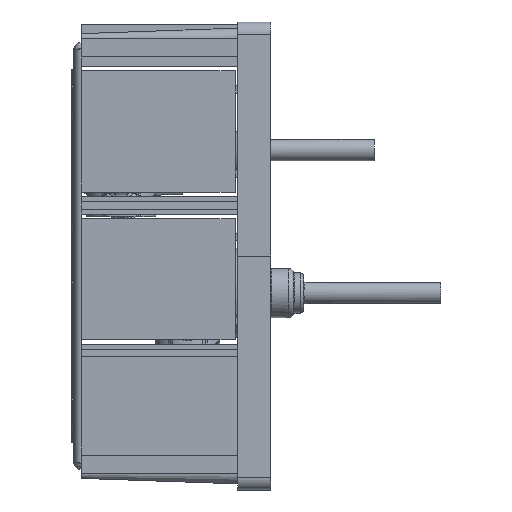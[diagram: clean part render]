
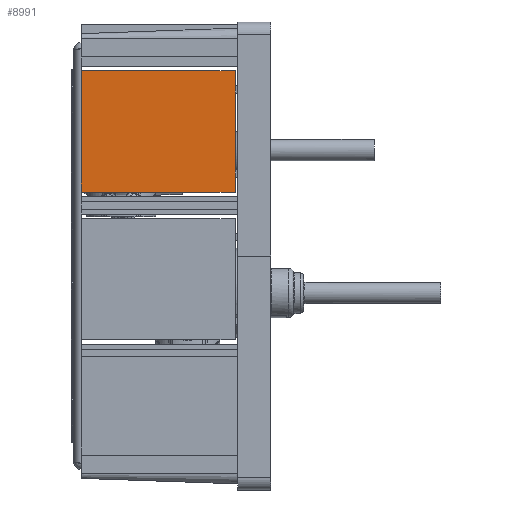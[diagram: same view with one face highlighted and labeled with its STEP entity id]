
A CAD part, front view. The second image highlights one B-rep face of the part: STEP entity #8991.
In plain terms, the highlighted planar face has unit normal (-0.035, -0.999, 0).
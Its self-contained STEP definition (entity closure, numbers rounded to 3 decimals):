
#1646=CARTESIAN_POINT('Axis2P3D Location',(2.927,-127.75,0.)) ;
#2629=CARTESIAN_POINT('Vertex',(68.427,-130.037,69.2)) ;
#2736=CARTESIAN_POINT('Vertex',(68.427,-130.037,66.2)) ;
#2783=CARTESIAN_POINT('Vertex',(68.427,-130.037,35.)) ;
#2890=CARTESIAN_POINT('Vertex',(68.427,-130.037,32.)) ;
#5689=CARTESIAN_POINT('Line Origine',(68.427,-130.037,67.7)) ;
#5706=CARTESIAN_POINT('Line Origine',(68.427,-130.037,29.)) ;
#5710=CARTESIAN_POINT('Vertex',(68.427,-130.037,26.)) ;
#5731=CARTESIAN_POINT('Vertex',(68.427,-130.037,75.2)) ;
#5734=CARTESIAN_POINT('Line Origine',(68.427,-130.037,72.2)) ;
#5744=CARTESIAN_POINT('Line Origine',(68.427,-130.037,50.6)) ;
#5773=CARTESIAN_POINT('Line Origine',(68.427,-130.037,33.5)) ;
#6980=CARTESIAN_POINT('Vertex',(5.927,-127.855,75.2)) ;
#6983=CARTESIAN_POINT('Line Origine',(37.177,-128.946,75.2)) ;
#7013=CARTESIAN_POINT('Line Origine',(37.177,-128.946,26.)) ;
#7017=CARTESIAN_POINT('Vertex',(5.927,-127.855,26.)) ;
#8976=CARTESIAN_POINT('Line Origine',(5.927,-127.855,0.)) ;
#5691=VECTOR('Line Direction',#5690,1.) ;
#5708=VECTOR('Line Direction',#5707,1.) ;
#5736=VECTOR('Line Direction',#5735,1.) ;
#5746=VECTOR('Line Direction',#5745,1.) ;
#5775=VECTOR('Line Direction',#5774,1.) ;
#6985=VECTOR('Line Direction',#6984,1.) ;
#7015=VECTOR('Line Direction',#7014,1.) ;
#8978=VECTOR('Line Direction',#8977,1.) ;
#1647=DIRECTION('Axis2P3D Direction',(0.035,0.999,-0.)) ;
#1648=DIRECTION('Axis2P3D XDirection',(0.,0.,1.)) ;
#5690=DIRECTION('Vector Direction',(0.,0.,1.)) ;
#5707=DIRECTION('Vector Direction',(0.,0.,1.)) ;
#5735=DIRECTION('Vector Direction',(0.,0.,1.)) ;
#5745=DIRECTION('Vector Direction',(0.,0.,1.)) ;
#5774=DIRECTION('Vector Direction',(0.,0.,1.)) ;
#6984=DIRECTION('Vector Direction',(0.999,-0.035,0.)) ;
#7014=DIRECTION('Vector Direction',(0.999,-0.035,0.)) ;
#8977=DIRECTION('Vector Direction',(0.,0.,1.)) ;
#1649=AXIS2_PLACEMENT_3D('Plane Axis2P3D',#1646,#1647,#1648) ;
#5692=LINE('Line',#5689,#5691) ;
#5709=LINE('Line',#5706,#5708) ;
#5737=LINE('Line',#5734,#5736) ;
#5747=LINE('Line',#5744,#5746) ;
#5776=LINE('Line',#5773,#5775) ;
#6986=LINE('Line',#6983,#6985) ;
#7016=LINE('Line',#7013,#7015) ;
#8979=LINE('Line',#8976,#8978) ;
#1650=PLANE('',#1649) ;
#5693=EDGE_CURVE('',#2737,#2630,#5692,.T.) ;
#5712=EDGE_CURVE('',#5711,#2891,#5709,.T.) ;
#5738=EDGE_CURVE('',#2630,#5732,#5737,.T.) ;
#5748=EDGE_CURVE('',#2784,#2737,#5747,.T.) ;
#5777=EDGE_CURVE('',#2891,#2784,#5776,.T.) ;
#6987=EDGE_CURVE('',#6981,#5732,#6986,.T.) ;
#7019=EDGE_CURVE('',#7018,#5711,#7016,.T.) ;
#8980=EDGE_CURVE('',#7018,#6981,#8979,.T.) ;
#8982=ORIENTED_EDGE('',*,*,#7019,.T.) ;
#8983=ORIENTED_EDGE('',*,*,#5712,.T.) ;
#8984=ORIENTED_EDGE('',*,*,#5777,.T.) ;
#8985=ORIENTED_EDGE('',*,*,#5748,.T.) ;
#8986=ORIENTED_EDGE('',*,*,#5693,.T.) ;
#8987=ORIENTED_EDGE('',*,*,#5738,.T.) ;
#8988=ORIENTED_EDGE('',*,*,#6987,.F.) ;
#8989=ORIENTED_EDGE('',*,*,#8980,.F.) ;
#8981=EDGE_LOOP('',(#8982,#8983,#8984,#8985,#8986,#8987,#8988,#8989)) ;
#2630=VERTEX_POINT('',#2629) ;
#2737=VERTEX_POINT('',#2736) ;
#2784=VERTEX_POINT('',#2783) ;
#2891=VERTEX_POINT('',#2890) ;
#5711=VERTEX_POINT('',#5710) ;
#5732=VERTEX_POINT('',#5731) ;
#6981=VERTEX_POINT('',#6980) ;
#7018=VERTEX_POINT('',#7017) ;
#8991=ADVANCED_FACE('Body.2',(#8990),#1650,.F.) ;
#8990=FACE_OUTER_BOUND('',#8981,.T.) ;
